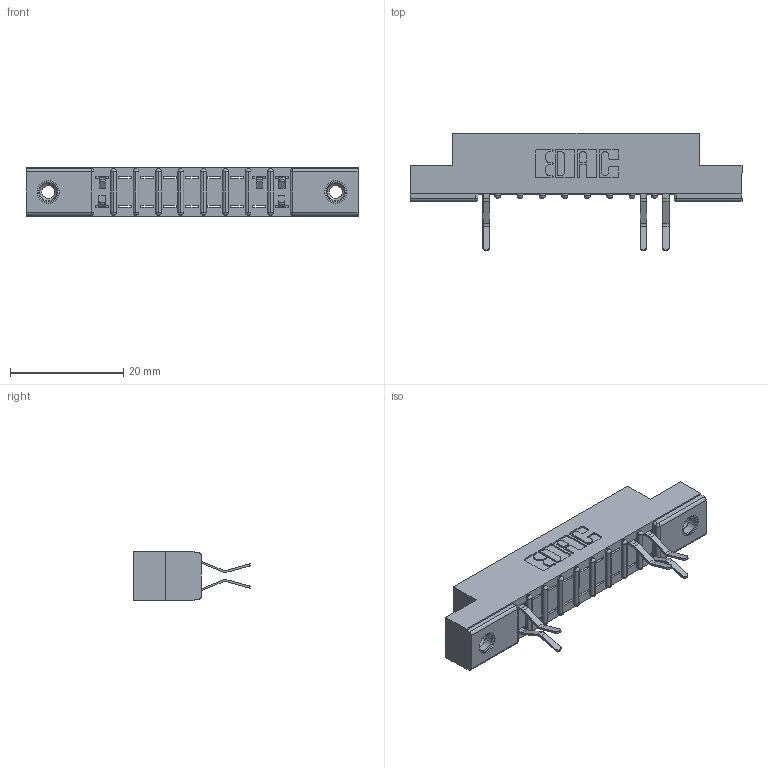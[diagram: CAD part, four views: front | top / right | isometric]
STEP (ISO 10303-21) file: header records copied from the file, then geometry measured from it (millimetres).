
FILE_DESCRIPTION (( 'STEP AP203' ), '1' );
FILE_NAME ('307-018-560-208.STEP', '2018-08-03T23:43:05', ( '' ), ( '' ), 'SwSTEP 2.0', 'SolidWorks 2016', '' );
FILE_SCHEMA (( 'CONFIG_CONTROL_DESIGN' ));
Length unit declared in the file: inch
Products named in the file (4): 307-018-560-208; 307 Part_.156 Dia Mounting Holes; 307-290-001_560; 345-250-001_345-250-003-102
Assembly tree (8 placements, depth 2):
  307-018-560-208
    307 Part_.156 Dia Mounting Holes
    307-290-001_560  x5
    345-250-001_345-250-003-102  x2
Bounding box: 58.67 x 20.73 x 8.71 mm (x, y, z)
Volume: 3670.8 mm3; surface area: 4871.1 mm2
Topology: 8 solids, 8 shells, 568 faces, 1585 edges, 1014 vertices
Faces by surface type: plane 345, cylinder 187, sphere 20, cone 12, torus 4
Entity records: 12945 total; most frequent: CARTESIAN_POINT 2167, ORIENTED_EDGE 2150, DIRECTION 2133, EDGE_CURVE 1075, VECTOR 809, LINE 809, VERTEX_POINT 696, AXIS2_PLACEMENT_3D 662
